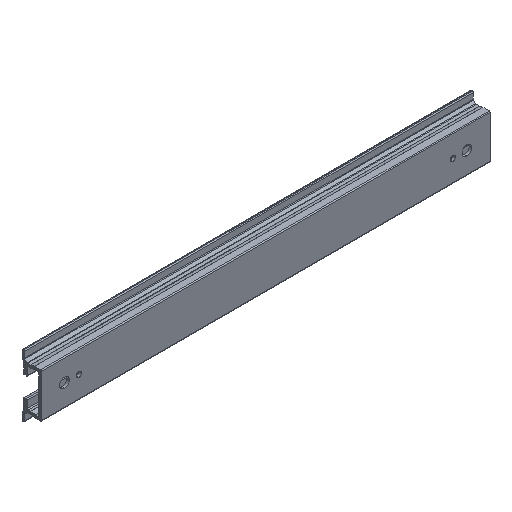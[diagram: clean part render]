
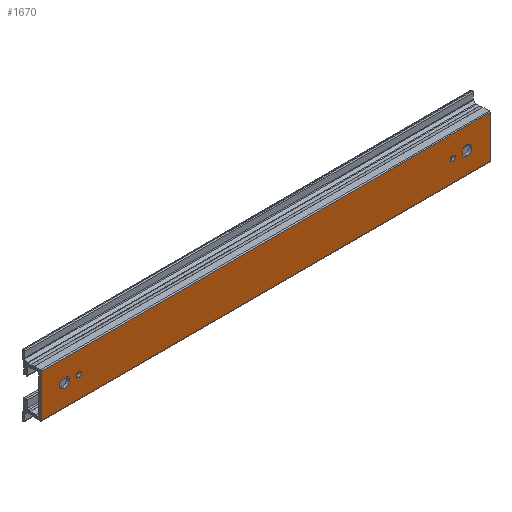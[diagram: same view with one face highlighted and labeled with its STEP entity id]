
A CAD part, isometric view. The second image highlights one B-rep face of the part: STEP entity #1670.
In plain terms, the highlighted planar face has unit normal (0, -1, 0).
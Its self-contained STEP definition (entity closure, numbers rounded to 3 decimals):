
#15 = VECTOR ( 'NONE', #2405, 1000. ) ;
#25 = DIRECTION ( 'NONE',  ( 0., 0., -1. ) ) ;
#61 = AXIS2_PLACEMENT_3D ( 'NONE', #1359, #206, #25 ) ;
#75 = EDGE_CURVE ( 'NONE', #1360, #472, #1856, .T. ) ;
#91 = AXIS2_PLACEMENT_3D ( 'NONE', #1960, #1790, #135 ) ;
#99 = EDGE_LOOP ( 'NONE', ( #230, #204 ) ) ;
#105 = VERTEX_POINT ( 'NONE', #1610 ) ;
#113 = CARTESIAN_POINT ( 'NONE',  ( 232., 0., -12.5 ) ) ;
#119 = ORIENTED_EDGE ( 'NONE', *, *, #2055, .T. ) ;
#121 = PLANE ( 'NONE',  #2259 ) ;
#127 = CARTESIAN_POINT ( 'NONE',  ( 253., 0., -0.5 ) ) ;
#133 = AXIS2_PLACEMENT_3D ( 'NONE', #2071, #1092, #1841 ) ;
#135 = DIRECTION ( 'NONE',  ( 0., 0., -1. ) ) ;
#178 = ORIENTED_EDGE ( 'NONE', *, *, #2305, .F. ) ;
#204 = ORIENTED_EDGE ( 'NONE', *, *, #1188, .F. ) ;
#206 = DIRECTION ( 'NONE',  ( 0., -1., 0. ) ) ;
#216 = DIRECTION ( 'NONE',  ( 0., -1., 0. ) ) ;
#230 = ORIENTED_EDGE ( 'NONE', *, *, #635, .F. ) ;
#301 = FACE_BOUND ( 'NONE', #492, .T. ) ;
#314 = FACE_BOUND ( 'NONE', #2102, .T. ) ;
#351 = VERTEX_POINT ( 'NONE', #869 ) ;
#406 = VERTEX_POINT ( 'NONE', #706 ) ;
#413 = CIRCLE ( 'NONE', #1784, 2.75 ) ;
#452 = LINE ( 'NONE', #850, #2039 ) ;
#472 = VERTEX_POINT ( 'NONE', #2027 ) ;
#492 = EDGE_LOOP ( 'NONE', ( #1306, #1035 ) ) ;
#499 = EDGE_CURVE ( 'NONE', #472, #1360, #1976, .T. ) ;
#571 = EDGE_CURVE ( 'NONE', #2287, #1574, #928, .T. ) ;
#585 = CIRCLE ( 'NONE', #91, 1.5 ) ;
#614 = CARTESIAN_POINT ( 'NONE',  ( 240., 0., -9.75 ) ) ;
#635 = EDGE_CURVE ( 'NONE', #1679, #1511, #413, .T. ) ;
#657 = DIRECTION ( 'NONE',  ( 0., 0., 1. ) ) ;
#679 = VERTEX_POINT ( 'NONE', #127 ) ;
#706 = CARTESIAN_POINT ( 'NONE',  ( 232., 0., -14. ) ) ;
#721 = CARTESIAN_POINT ( 'NONE',  ( 253., 0., -24.5 ) ) ;
#798 = AXIS2_PLACEMENT_3D ( 'NONE', #1163, #216, #1151 ) ;
#809 = VERTEX_POINT ( 'NONE', #2155 ) ;
#845 = EDGE_LOOP ( 'NONE', ( #2377, #1624 ) ) ;
#850 = CARTESIAN_POINT ( 'NONE',  ( 253., 0., -0.5 ) ) ;
#869 = CARTESIAN_POINT ( 'NONE',  ( 253., 0., -24.5 ) ) ;
#899 = LINE ( 'NONE', #721, #1487 ) ;
#927 = CARTESIAN_POINT ( 'NONE',  ( 253., 0., -0.5 ) ) ;
#928 = CIRCLE ( 'NONE', #798, 1.5 ) ;
#949 = EDGE_CURVE ( 'NONE', #105, #2089, #1056, .T. ) ;
#976 = CARTESIAN_POINT ( 'NONE',  ( 21., 0., -11. ) ) ;
#979 = CIRCLE ( 'NONE', #2069, 1.5 ) ;
#1000 = CARTESIAN_POINT ( 'NONE',  ( 13., 0., -15.25 ) ) ;
#1013 = DIRECTION ( 'NONE',  ( 0., -1., 0. ) ) ;
#1035 = ORIENTED_EDGE ( 'NONE', *, *, #2334, .F. ) ;
#1055 = DIRECTION ( 'NONE',  ( 0., 0., 1. ) ) ;
#1056 = LINE ( 'NONE', #1824, #1890 ) ;
#1092 = DIRECTION ( 'NONE',  ( 0., -1., 0. ) ) ;
#1100 = LINE ( 'NONE', #927, #15 ) ;
#1107 = ORIENTED_EDGE ( 'NONE', *, *, #1820, .F. ) ;
#1141 = DIRECTION ( 'NONE',  ( 0., -1., 0. ) ) ;
#1151 = DIRECTION ( 'NONE',  ( 0., 0., -1. ) ) ;
#1163 = CARTESIAN_POINT ( 'NONE',  ( 21., 0., -12.5 ) ) ;
#1168 = EDGE_CURVE ( 'NONE', #406, #809, #979, .T. ) ;
#1188 = EDGE_CURVE ( 'NONE', #1511, #1679, #1614, .T. ) ;
#1211 = CARTESIAN_POINT ( 'NONE',  ( 21., 0., -14. ) ) ;
#1306 = ORIENTED_EDGE ( 'NONE', *, *, #1168, .F. ) ;
#1330 = AXIS2_PLACEMENT_3D ( 'NONE', #113, #1949, #1468 ) ;
#1359 = CARTESIAN_POINT ( 'NONE',  ( 13., 0., -12.5 ) ) ;
#1360 = VERTEX_POINT ( 'NONE', #1000 ) ;
#1405 = FACE_BOUND ( 'NONE', #845, .T. ) ;
#1438 = ORIENTED_EDGE ( 'NONE', *, *, #75, .F. ) ;
#1468 = DIRECTION ( 'NONE',  ( 0., 0., 1. ) ) ;
#1487 = VECTOR ( 'NONE', #2210, 1000. ) ;
#1511 = VERTEX_POINT ( 'NONE', #614 ) ;
#1574 = VERTEX_POINT ( 'NONE', #976 ) ;
#1587 = DIRECTION ( 'NONE',  ( 0., 0., -1. ) ) ;
#1604 = DIRECTION ( 'NONE',  ( 0., -1., 0. ) ) ;
#1610 = CARTESIAN_POINT ( 'NONE',  ( 0., 0., -0.5 ) ) ;
#1614 = CIRCLE ( 'NONE', #133, 2.75 ) ;
#1624 = ORIENTED_EDGE ( 'NONE', *, *, #1692, .F. ) ;
#1625 = CARTESIAN_POINT ( 'NONE',  ( 13., 0., -12.5 ) ) ;
#1670 = ADVANCED_FACE ( 'NONE', ( #314, #1405, #301, #1777, #1934 ), #121, .F. ) ;
#1679 = VERTEX_POINT ( 'NONE', #2306 ) ;
#1692 = EDGE_CURVE ( 'NONE', #1574, #2287, #585, .T. ) ;
#1734 = ORIENTED_EDGE ( 'NONE', *, *, #949, .T. ) ;
#1745 = CARTESIAN_POINT ( 'NONE',  ( 253., 0., -0.5 ) ) ;
#1777 = FACE_BOUND ( 'NONE', #99, .T. ) ;
#1784 = AXIS2_PLACEMENT_3D ( 'NONE', #2158, #1604, #657 ) ;
#1790 = DIRECTION ( 'NONE',  ( 0., -1., 0. ) ) ;
#1801 = DIRECTION ( 'NONE',  ( 0., 0., -1. ) ) ;
#1820 = EDGE_CURVE ( 'NONE', #351, #2089, #899, .T. ) ;
#1824 = CARTESIAN_POINT ( 'NONE',  ( 0., 0., -0.5 ) ) ;
#1841 = DIRECTION ( 'NONE',  ( 0., 0., 1. ) ) ;
#1856 = CIRCLE ( 'NONE', #2278, 2.75 ) ;
#1890 = VECTOR ( 'NONE', #1801, 1000. ) ;
#1934 = FACE_OUTER_BOUND ( 'NONE', #2078, .T. ) ;
#1949 = DIRECTION ( 'NONE',  ( 0., -1., 0. ) ) ;
#1960 = CARTESIAN_POINT ( 'NONE',  ( 21., 0., -12.5 ) ) ;
#1976 = CIRCLE ( 'NONE', #61, 2.75 ) ;
#2027 = CARTESIAN_POINT ( 'NONE',  ( 13., 0., -9.75 ) ) ;
#2029 = DIRECTION ( 'NONE',  ( 0., 0., 1. ) ) ;
#2039 = VECTOR ( 'NONE', #1587, 1000. ) ;
#2044 = CARTESIAN_POINT ( 'NONE',  ( 0., 0., -24.5 ) ) ;
#2055 = EDGE_CURVE ( 'NONE', #679, #105, #1100, .T. ) ;
#2069 = AXIS2_PLACEMENT_3D ( 'NONE', #2249, #1141, #2029 ) ;
#2071 = CARTESIAN_POINT ( 'NONE',  ( 240., 0., -12.5 ) ) ;
#2075 = ORIENTED_EDGE ( 'NONE', *, *, #499, .F. ) ;
#2078 = EDGE_LOOP ( 'NONE', ( #1734, #1107, #178, #119 ) ) ;
#2089 = VERTEX_POINT ( 'NONE', #2044 ) ;
#2102 = EDGE_LOOP ( 'NONE', ( #1438, #2075 ) ) ;
#2155 = CARTESIAN_POINT ( 'NONE',  ( 232., 0., -11. ) ) ;
#2158 = CARTESIAN_POINT ( 'NONE',  ( 240., 0., -12.5 ) ) ;
#2210 = DIRECTION ( 'NONE',  ( -1., 0., 0. ) ) ;
#2249 = CARTESIAN_POINT ( 'NONE',  ( 232., 0., -12.5 ) ) ;
#2259 = AXIS2_PLACEMENT_3D ( 'NONE', #1745, #2320, #1055 ) ;
#2278 = AXIS2_PLACEMENT_3D ( 'NONE', #1625, #1013, #2358 ) ;
#2287 = VERTEX_POINT ( 'NONE', #1211 ) ;
#2305 = EDGE_CURVE ( 'NONE', #679, #351, #452, .T. ) ;
#2306 = CARTESIAN_POINT ( 'NONE',  ( 240., 0., -15.25 ) ) ;
#2320 = DIRECTION ( 'NONE',  ( 0., 1., 0. ) ) ;
#2334 = EDGE_CURVE ( 'NONE', #809, #406, #2385, .T. ) ;
#2358 = DIRECTION ( 'NONE',  ( 0., 0., -1. ) ) ;
#2377 = ORIENTED_EDGE ( 'NONE', *, *, #571, .F. ) ;
#2385 = CIRCLE ( 'NONE', #1330, 1.5 ) ;
#2405 = DIRECTION ( 'NONE',  ( -1., 0., 0. ) ) ;
